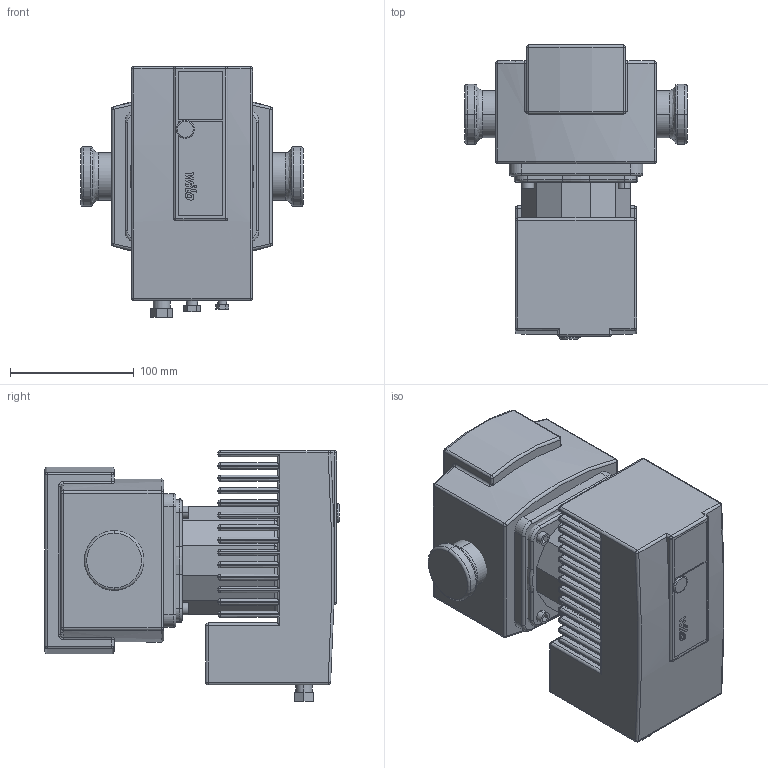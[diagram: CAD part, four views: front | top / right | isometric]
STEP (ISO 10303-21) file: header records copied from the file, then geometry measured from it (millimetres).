
FILE_DESCRIPTION((''),'2;1');
FILE_NAME('3d_Stratos-Z25_1-8-2069758.stp','2015-07-28T14:35:18',(''),(''),'Mechanical Desktop 2009','Mechanical Desktop 2009',', , ');
FILE_SCHEMA(('CONFIG_CONTROL_DESIGN'));
Length unit declared in the file: millimetre
Products named in the file (1): Product
Bounding box: 180 x 238 x 203 mm (x, y, z)
Volume: 3995379.9 mm3; surface area: 383267.9 mm2
Topology: 11 solids, 11 shells, 616 faces, 1500 edges, 840 vertices
Faces by surface type: cylinder 244, plane 187, sphere 84, bspline 67, torus 34
Entity records: 18709 total; most frequent: CARTESIAN_POINT 4780, DIRECTION 2922, ORIENTED_EDGE 2832, EDGE_CURVE 1416, AXIS2_PLACEMENT_3D 1036, VECTOR 850, LINE 850, VERTEX_POINT 840
